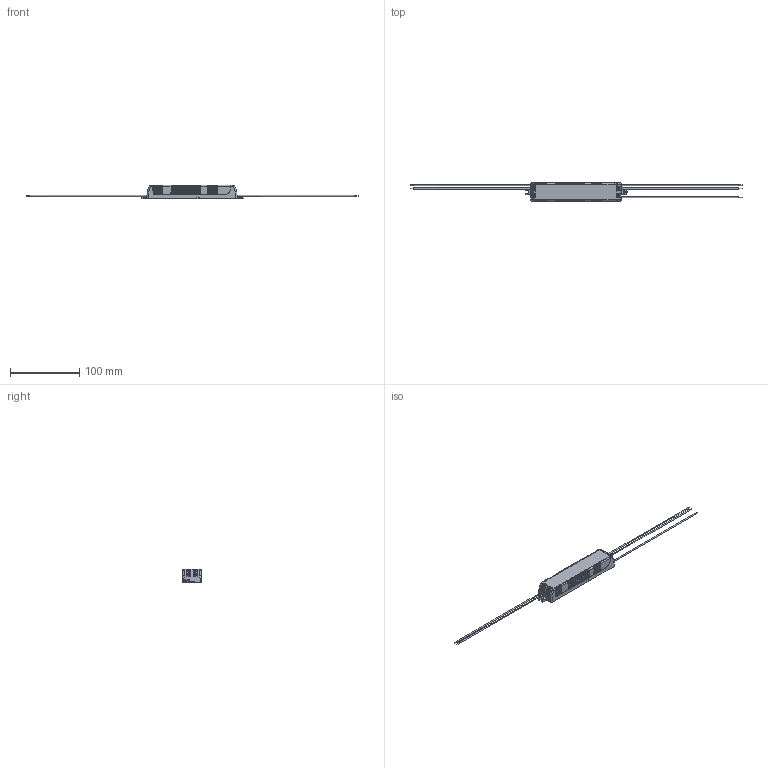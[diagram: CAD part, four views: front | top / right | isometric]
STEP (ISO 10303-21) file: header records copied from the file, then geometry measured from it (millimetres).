
FILE_DESCRIPTION(('STEP AP214'), '1');
FILE_NAME('ﾈﾏﾑ 16ﾕﾕ', '', ('UNSPECIFIED'), ('UNSPECIFIED'), 'ASCON STEP Converter 1.6', 'ASCON Math Kernel', '');
FILE_SCHEMA(('AUTOMOTIVE_DESIGN { 1 0 10303 214 3 1 1}'));
Length unit declared in the file: millimetre
Bounding box: 481 x 27.6 x 20 mm (x, y, z)
Volume: 17621 mm3; surface area: 30538.4 mm2
Topology: 1 solids, 1 shells, 1687 faces, 4607 edges, 2788 vertices
Faces by surface type: cylinder 697, bspline 550, plane 407, extrusion 26, cone 7
Full cylindrical faces by diameter (mm): 1 x5, 1.6 x7
Entity records: 116440 total; most frequent: CARTESIAN_POINT 66830, ORIENTED_EDGE 9180, DIRECTION 5438, EDGE_CURVE 4590, VERTEX_POINT 2788, VECTOR 2024, LINE 1998, EDGE_LOOP 1718
